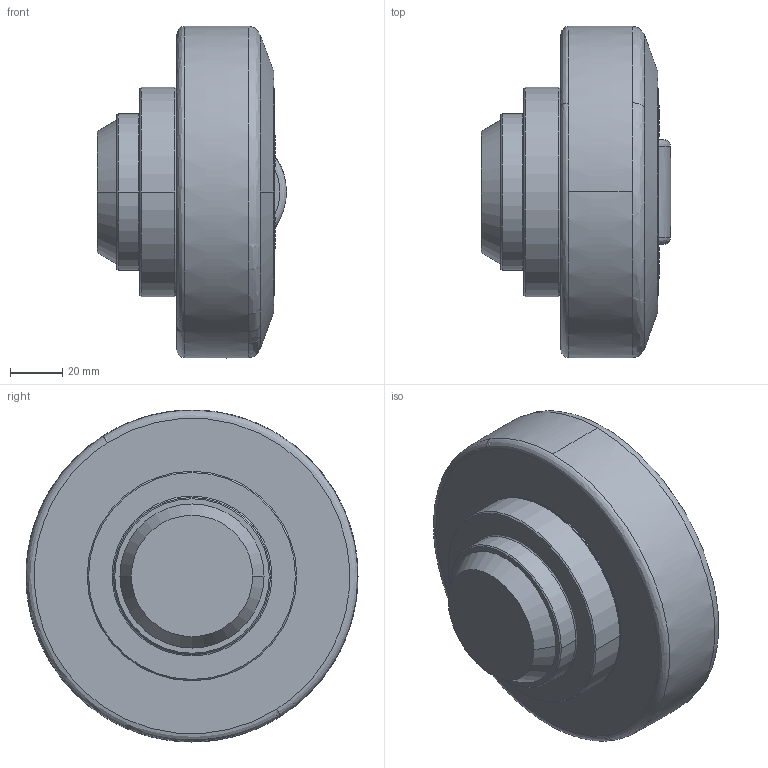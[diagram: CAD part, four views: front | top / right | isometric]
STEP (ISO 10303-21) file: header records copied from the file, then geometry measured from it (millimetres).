
FILE_DESCRIPTION (( 'STEP AP214' ), '1' );
FILE_NAME ('XTR-120.0200-Rollco.step', '2023-04-28T07:41:23', ( '' ), ( '' ), 'SwSTEP 2.0', 'SolidWorks 2010', '' );
FILE_SCHEMA (( 'AUTOMOTIVE_DESIGN' ));
Length unit declared in the file: millimetre
Products named in the file (1): XTR-120.0200-Rollco
Bounding box: 72.38 x 126.8 x 126.8 mm (x, y, z)
Volume: 560425.8 mm3; surface area: 43457.7 mm2
Topology: 1 solids, 2 shells, 63 faces, 145 edges, 96 vertices
Faces by surface type: cone 20, cylinder 17, plane 14, bspline 8, torus 4
Entity records: 2551 total; most frequent: CARTESIAN_POINT 828, DIRECTION 332, ORIENTED_EDGE 290, AXIS2_PLACEMENT_3D 147, EDGE_CURVE 145, VERTEX_POINT 96, CIRCLE 91, EDGE_LOOP 73
